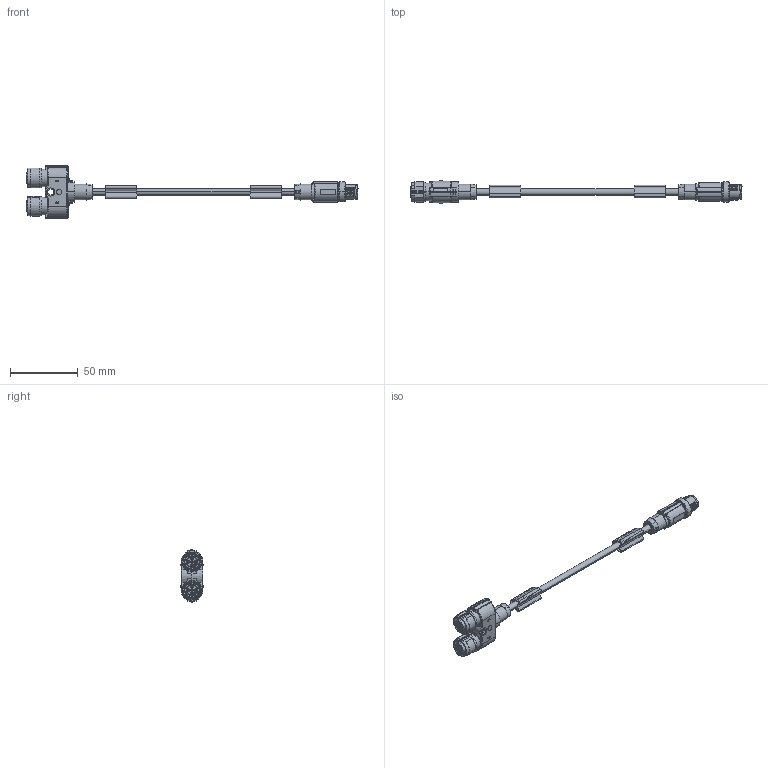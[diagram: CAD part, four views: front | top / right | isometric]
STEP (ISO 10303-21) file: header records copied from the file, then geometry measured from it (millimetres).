
FILE_DESCRIPTION(('SolidDesigner STEP Export'),'2;1');
FILE_NAME('1436233.stp','2009-03-09T 8:19:04',(''),(''),'CoCreate Modeling STEP processor for AP214 (Solid Model)','CoCreate Modeling 16.00A 16-Aug-2008 (C) Parametric Technology GmbH','');
FILE_SCHEMA(('AUTOMOTIVE_DESIGN { 1 0 10303 214 1 1 1 1 }'));
Length unit declared in the file: millimetre
Products named in the file (2): 1436233
Assembly tree (1 placements, depth 2):
  1436233
    1436233
Bounding box: 245.7 x 16.4 x 39 mm (x, y, z)
Volume: 23229.1 mm3; surface area: 14555.8 mm2
Topology: 1 solids, 1 shells, 1313 faces, 3593 edges, 2349 vertices
Faces by surface type: plane 556, cylinder 412, bspline 155, cone 80, torus 47, extrusion 39, sphere 24
Entity records: 102390 total; most frequent: CARTESIAN_POINT 62221, ORIENTED_EDGE 7138, DIRECTION 4594, EDGE_CURVE 3569, VERTEX_POINT 2349, VECTOR 1674, LINE 1639, AXIS2_PLACEMENT_3D 1460
